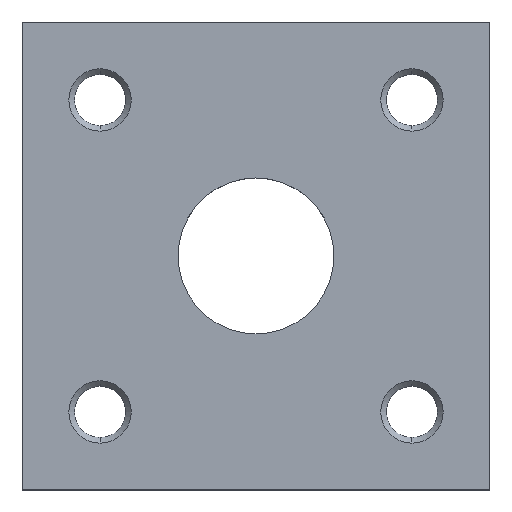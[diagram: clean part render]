
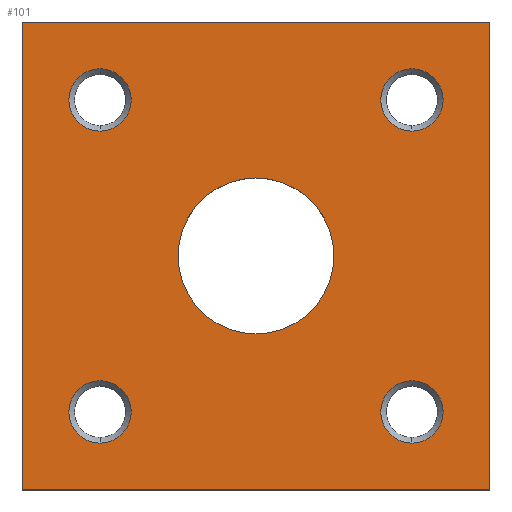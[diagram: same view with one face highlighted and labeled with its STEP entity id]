
A CAD part, top view. The second image highlights one B-rep face of the part: STEP entity #101.
In plain terms, the highlighted planar face has unit normal (0, 0, 1).
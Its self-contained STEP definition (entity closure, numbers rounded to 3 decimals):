
#101=ADVANCED_FACE('',(#160,#161,#162,#163,#164,#165),#166,.T.);
#160=FACE_BOUND('',#234,.T.);
#161=FACE_BOUND('',#235,.T.);
#162=FACE_BOUND('',#236,.T.);
#163=FACE_BOUND('',#237,.T.);
#164=FACE_BOUND('',#238,.T.);
#165=FACE_OUTER_BOUND('',#239,.T.);
#166=PLANE('',#240);
#234=EDGE_LOOP('',(#438,#439));
#235=EDGE_LOOP('',(#440,#441));
#236=EDGE_LOOP('',(#442,#443));
#237=EDGE_LOOP('',(#444,#445));
#238=EDGE_LOOP('',(#446,#447));
#239=EDGE_LOOP('',(#448,#449,#450,#451));
#240=AXIS2_PLACEMENT_3D('',#452,#453,#454);
#438=ORIENTED_EDGE('',*,*,#547,.T.);
#439=ORIENTED_EDGE('',*,*,#548,.T.);
#440=ORIENTED_EDGE('',*,*,#536,.T.);
#441=ORIENTED_EDGE('',*,*,#551,.T.);
#442=ORIENTED_EDGE('',*,*,#525,.T.);
#443=ORIENTED_EDGE('',*,*,#554,.T.);
#444=ORIENTED_EDGE('',*,*,#514,.T.);
#445=ORIENTED_EDGE('',*,*,#557,.T.);
#446=ORIENTED_EDGE('',*,*,#501,.T.);
#447=ORIENTED_EDGE('',*,*,#561,.T.);
#448=ORIENTED_EDGE('',*,*,#562,.T.);
#449=ORIENTED_EDGE('',*,*,#563,.T.);
#450=ORIENTED_EDGE('',*,*,#564,.T.);
#451=ORIENTED_EDGE('',*,*,#565,.T.);
#452=CARTESIAN_POINT('',(0.0,0.0,5.0));
#453=DIRECTION('',(0.0,0.0,1.0));
#454=DIRECTION('',(1.0,0.0,0.0));
#501=EDGE_CURVE('',#577,#574,#578,.T.);
#514=EDGE_CURVE('',#595,#598,#600,.T.);
#525=EDGE_CURVE('',#614,#617,#619,.T.);
#536=EDGE_CURVE('',#633,#636,#638,.T.);
#547=EDGE_CURVE('',#652,#655,#657,.T.);
#548=EDGE_CURVE('',#655,#652,#658,.T.);
#551=EDGE_CURVE('',#636,#633,#661,.T.);
#554=EDGE_CURVE('',#617,#614,#664,.T.);
#557=EDGE_CURVE('',#598,#595,#667,.T.);
#561=EDGE_CURVE('',#574,#577,#671,.T.);
#562=EDGE_CURVE('',#672,#673,#674,.T.);
#563=EDGE_CURVE('',#673,#675,#676,.T.);
#564=EDGE_CURVE('',#675,#677,#678,.T.);
#565=EDGE_CURVE('',#677,#672,#679,.T.);
#574=VERTEX_POINT('',#692);
#577=VERTEX_POINT('',#696);
#578=CIRCLE('',#697,7.5);
#595=VERTEX_POINT('',#719);
#598=VERTEX_POINT('',#723);
#600=CIRCLE('',#726,3.0);
#614=VERTEX_POINT('',#744);
#617=VERTEX_POINT('',#748);
#619=CIRCLE('',#751,3.0);
#633=VERTEX_POINT('',#769);
#636=VERTEX_POINT('',#773);
#638=CIRCLE('',#776,3.0);
#652=VERTEX_POINT('',#794);
#655=VERTEX_POINT('',#798);
#657=CIRCLE('',#801,3.0);
#658=CIRCLE('',#802,3.0);
#661=CIRCLE('',#805,3.0);
#664=CIRCLE('',#808,3.0);
#667=CIRCLE('',#811,3.0);
#671=CIRCLE('',#815,7.5);
#672=VERTEX_POINT('',#816);
#673=VERTEX_POINT('',#817);
#674=LINE('',#818,#819);
#675=VERTEX_POINT('',#820);
#676=LINE('',#821,#822);
#677=VERTEX_POINT('',#823);
#678=LINE('',#824,#825);
#679=LINE('',#826,#827);
#692=CARTESIAN_POINT('',(7.5,0.,5.0));
#696=CARTESIAN_POINT('',(-7.5,0.,5.0));
#697=AXIS2_PLACEMENT_3D('',#849,#850,#851);
#719=CARTESIAN_POINT('',(-15.0,-12.0,5.0));
#723=CARTESIAN_POINT('',(-15.0,-18.0,5.0));
#726=AXIS2_PLACEMENT_3D('',#874,#875,#876);
#744=CARTESIAN_POINT('',(-15.0,18.0,5.0));
#748=CARTESIAN_POINT('',(-15.0,12.0,5.0));
#751=AXIS2_PLACEMENT_3D('',#895,#896,#897);
#769=CARTESIAN_POINT('',(15.0,-12.0,5.0));
#773=CARTESIAN_POINT('',(15.0,-18.0,5.0));
#776=AXIS2_PLACEMENT_3D('',#916,#917,#918);
#794=CARTESIAN_POINT('',(15.0,18.0,5.0));
#798=CARTESIAN_POINT('',(15.0,12.0,5.0));
#801=AXIS2_PLACEMENT_3D('',#937,#938,#939);
#802=AXIS2_PLACEMENT_3D('',#940,#941,#942);
#805=AXIS2_PLACEMENT_3D('',#949,#950,#951);
#808=AXIS2_PLACEMENT_3D('',#958,#959,#960);
#811=AXIS2_PLACEMENT_3D('',#967,#968,#969);
#815=AXIS2_PLACEMENT_3D('',#979,#980,#981);
#816=CARTESIAN_POINT('',(22.5,-22.5,5.0));
#817=CARTESIAN_POINT('',(22.5,22.5,5.0));
#818=CARTESIAN_POINT('',(22.5,0.0,5.0));
#819=VECTOR('',#982,1.0);
#820=CARTESIAN_POINT('',(-22.5,22.5,5.0));
#821=CARTESIAN_POINT('',(0.0,22.5,5.0));
#822=VECTOR('',#983,1.0);
#823=CARTESIAN_POINT('',(-22.5,-22.5,5.0));
#824=CARTESIAN_POINT('',(-22.5,0.0,5.0));
#825=VECTOR('',#984,1.0);
#826=CARTESIAN_POINT('',(0.0,-22.5,5.0));
#827=VECTOR('',#985,1.0);
#849=CARTESIAN_POINT('',(0.0,0.0,5.0));
#850=DIRECTION('',(0.0,0.0,-1.0));
#851=DIRECTION('',(1.0,0.0,0.0));
#874=CARTESIAN_POINT('',(-15.0,-15.0,5.0));
#875=DIRECTION('',(0.0,0.0,-1.0));
#876=DIRECTION('',(0.0,1.0,0.0));
#895=CARTESIAN_POINT('',(-15.0,15.0,5.0));
#896=DIRECTION('',(0.0,0.0,-1.0));
#897=DIRECTION('',(0.0,1.0,0.0));
#916=CARTESIAN_POINT('',(15.0,-15.0,5.0));
#917=DIRECTION('',(0.0,0.0,-1.0));
#918=DIRECTION('',(0.0,1.0,0.0));
#937=CARTESIAN_POINT('',(15.0,15.0,5.0));
#938=DIRECTION('',(0.0,0.0,-1.0));
#939=DIRECTION('',(0.0,1.0,0.0));
#940=CARTESIAN_POINT('',(15.0,15.0,5.0));
#941=DIRECTION('',(0.0,0.0,-1.0));
#942=DIRECTION('',(0.0,1.0,0.0));
#949=CARTESIAN_POINT('',(15.0,-15.0,5.0));
#950=DIRECTION('',(0.0,0.0,-1.0));
#951=DIRECTION('',(0.0,1.0,0.0));
#958=CARTESIAN_POINT('',(-15.0,15.0,5.0));
#959=DIRECTION('',(0.0,0.0,-1.0));
#960=DIRECTION('',(0.0,1.0,0.0));
#967=CARTESIAN_POINT('',(-15.0,-15.0,5.0));
#968=DIRECTION('',(0.0,0.0,-1.0));
#969=DIRECTION('',(0.0,1.0,0.0));
#979=CARTESIAN_POINT('',(0.0,0.0,5.0));
#980=DIRECTION('',(0.0,0.0,-1.0));
#981=DIRECTION('',(1.0,0.0,0.0));
#982=DIRECTION('',(0.0,1.0,0.0));
#983=DIRECTION('',(-1.0,0.0,0.0));
#984=DIRECTION('',(0.0,-1.0,0.0));
#985=DIRECTION('',(1.0,0.0,0.0));
